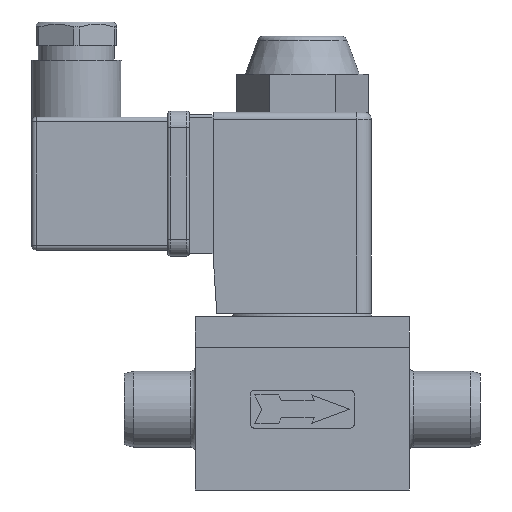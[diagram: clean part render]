
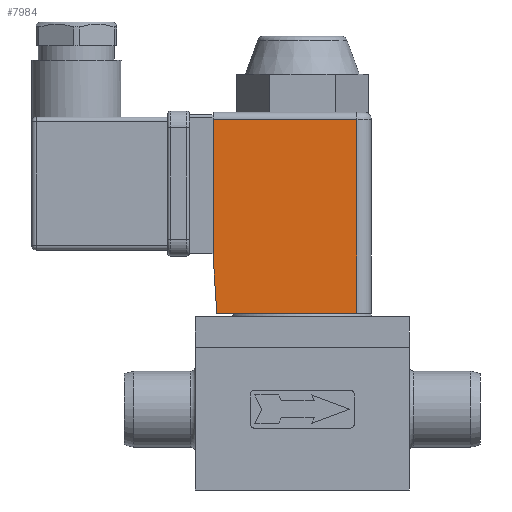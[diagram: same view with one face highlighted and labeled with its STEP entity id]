
A CAD part, left-side view. The second image highlights one B-rep face of the part: STEP entity #7984.
In plain terms, the highlighted planar face has unit normal (-1, 0, 0).
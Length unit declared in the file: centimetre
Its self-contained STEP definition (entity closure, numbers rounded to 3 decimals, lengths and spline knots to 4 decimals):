
#682=LINE('',#12646,#1277);
#693=LINE('',#12706,#1288);
#700=LINE('',#12724,#1295);
#709=LINE('',#12738,#1304);
#715=LINE('',#12749,#1310);
#1277=VECTOR('',#9447,2.95);
#1288=VECTOR('',#9490,3.03);
#1295=VECTOR('',#9503,2.83);
#1304=VECTOR('',#9522,4.08);
#1310=VECTOR('',#9538,1.2526);
#1684=PLANE('',#8422);
#2146=FACE_OUTER_BOUND('',#2607,.T.);
#2607=EDGE_LOOP('',(#5962,#5963,#5964,#5965,#5966));
#3564=VERTEX_POINT('',#12642);
#3566=VERTEX_POINT('',#12645);
#3580=VERTEX_POINT('',#12700);
#3581=VERTEX_POINT('',#12704);
#3589=VERTEX_POINT('',#12722);
#4434=EDGE_CURVE('',#3564,#3566,#682,.T.);
#4456=EDGE_CURVE('',#3581,#3580,#693,.T.);
#4465=EDGE_CURVE('',#3589,#3581,#700,.T.);
#4474=EDGE_CURVE('',#3580,#3564,#709,.T.);
#4480=EDGE_CURVE('',#3566,#3589,#715,.T.);
#5962=ORIENTED_EDGE('',*,*,#4456,.F.);
#5963=ORIENTED_EDGE('',*,*,#4465,.F.);
#5964=ORIENTED_EDGE('',*,*,#4480,.F.);
#5965=ORIENTED_EDGE('',*,*,#4434,.F.);
#5966=ORIENTED_EDGE('',*,*,#4474,.F.);
#7984=ADVANCED_FACE('',(#2146),#1684,.F.);
#8422=AXIS2_PLACEMENT_3D('',#12748,#9536,#9537);
#9447=DIRECTION('',(0.,1.,0.));
#9490=DIRECTION('',(0.,-1.,0.));
#9503=DIRECTION('',(0.,0.,1.));
#9522=DIRECTION('',(0.,0.,-1.));
#9536=DIRECTION('center_axis',(1.,0.,0.));
#9537=DIRECTION('ref_axis',(0.,1.,0.));
#9538=DIRECTION('',(0.,0.064,0.998));
#12642=CARTESIAN_POINT('',(-1.475,-1.15,0.71));
#12645=CARTESIAN_POINT('',(-1.475,1.8,0.71));
#12646=CARTESIAN_POINT('',(-1.475,-1.45,0.71));
#12700=CARTESIAN_POINT('',(-1.475,-1.15,4.79));
#12704=CARTESIAN_POINT('',(-1.475,1.88,4.79));
#12706=CARTESIAN_POINT('',(-1.475,-0.6233,4.79));
#12722=CARTESIAN_POINT('',(-1.475,1.88,1.96));
#12724=CARTESIAN_POINT('',(-1.475,1.88,1.96));
#12738=CARTESIAN_POINT('',(-1.475,-1.15,1.773));
#12748=CARTESIAN_POINT('Origin',(-1.475,0.2033,2.836));
#12749=CARTESIAN_POINT('',(-1.475,1.8,0.71));
